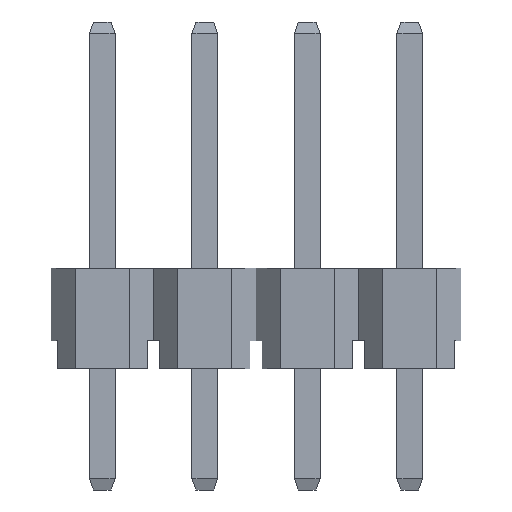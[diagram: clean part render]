
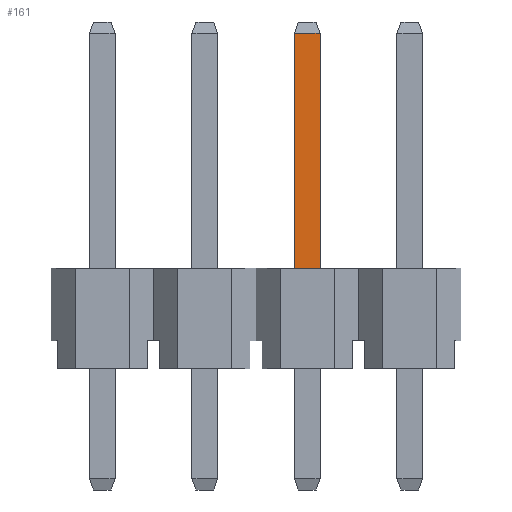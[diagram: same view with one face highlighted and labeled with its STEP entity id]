
A CAD part, front view. The second image highlights one B-rep face of the part: STEP entity #161.
In plain terms, the highlighted planar face has unit normal (0, -1, 0).
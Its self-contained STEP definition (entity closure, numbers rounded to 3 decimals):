
#161=ADVANCED_FACE('',(#1410),#1412,.T.);
#1410=FACE_BOUND('',#1411,.T.);
#1411=EDGE_LOOP('',(#2443,#2444,#2445,#2446));
#1412=PLANE('',#1413);
#1413=AXIS2_PLACEMENT_3D('',#1414,#1415,#1416);
#1414=CARTESIAN_POINT('',(4.76,-0.32,-3.));
#1415=DIRECTION('',(0.,-1.,0.));
#1416=DIRECTION('',(1.,0.,0.));
#2443=ORIENTED_EDGE('',*,*,#3117,.F.);
#2444=ORIENTED_EDGE('',*,*,#3118,.F.);
#2445=ORIENTED_EDGE('',*,*,#3073,.T.);
#2446=ORIENTED_EDGE('',*,*,#3112,.T.);
#3073=EDGE_CURVE('',#3502,#3500,#3503,.T.);
#3112=EDGE_CURVE('',#3500,#3569,#3572,.T.);
#3117=EDGE_CURVE('',#3579,#3569,#3580,.T.);
#3118=EDGE_CURVE('',#3502,#3579,#3581,.T.);
#3500=VERTEX_POINT('',#4228);
#3502=VERTEX_POINT('',#4232);
#3503=LINE('',#4233,#4234);
#3569=VERTEX_POINT('',#4375);
#3572=LINE('',#4380,#4381);
#3579=VERTEX_POINT('',#4397);
#3580=LINE('',#4398,#4399);
#3581=LINE('',#4401,#4402);
#4228=CARTESIAN_POINT('',(5.4,-0.32,2.5));
#4232=CARTESIAN_POINT('',(4.76,-0.32,2.5));
#4233=CARTESIAN_POINT('',(4.76,-0.32,2.5));
#4234=VECTOR('',#4235,1.);
#4235=DIRECTION('',(1.,0.,0.));
#4375=CARTESIAN_POINT('',(5.4,-0.32,8.325));
#4380=CARTESIAN_POINT('',(5.4,-0.32,2.5));
#4381=VECTOR('',#4382,1.);
#4382=DIRECTION('',(0.,0.,1.));
#4397=CARTESIAN_POINT('',(4.76,-0.32,8.325));
#4398=CARTESIAN_POINT('',(4.76,-0.32,8.325));
#4399=VECTOR('',#4400,1.);
#4400=DIRECTION('',(1.,0.,0.));
#4401=CARTESIAN_POINT('',(4.76,-0.32,2.5));
#4402=VECTOR('',#4403,1.);
#4403=DIRECTION('',(0.,0.,1.));
